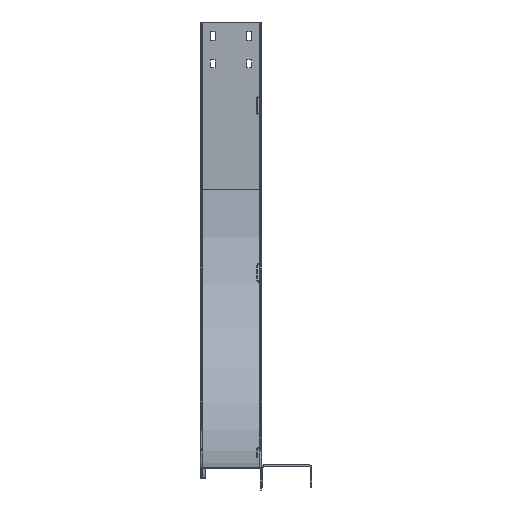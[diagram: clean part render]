
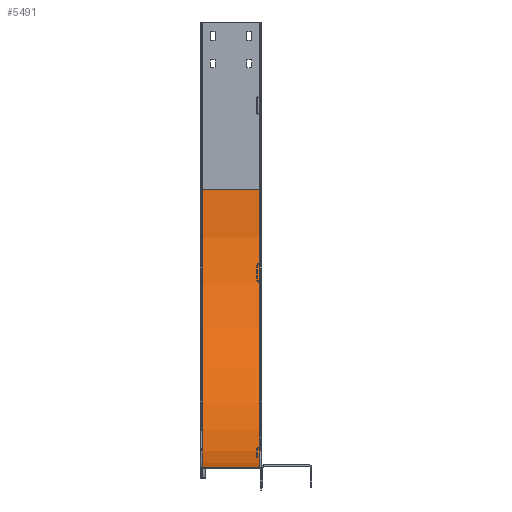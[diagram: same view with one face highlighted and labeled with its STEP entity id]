
A CAD part, left-side view. The second image highlights one B-rep face of the part: STEP entity #5491.
In plain terms, the highlighted cylindrical face has radius 500 mm (diameter 1000 mm), a partial arc.
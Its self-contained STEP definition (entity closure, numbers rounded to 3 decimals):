
#3789=CARTESIAN_POINT('',(-300.,3.5,500.));
#3790=DIRECTION('',(0.,1.,0.));
#3791=DIRECTION('',(0.,0.,-1.));
#3792=AXIS2_PLACEMENT_3D('',#3789,#3790,#3791);
#3886=DIRECTION('',(0.,1.,0.));
#3887=VECTOR('',#3886,103.);
#3888=CARTESIAN_POINT('',(-300.,3.5,0.));
#3889=LINE('',#3888,#3887);
#3890=DIRECTION('',(0.,-1.,0.));
#3891=VECTOR('',#3890,103.);
#3892=CARTESIAN_POINT('',(-800.,106.5,500.));
#3893=LINE('',#3892,#3891);
#4051=CARTESIAN_POINT('',(-300.,106.5,500.));
#4052=DIRECTION('',(0.,-1.,0.));
#4053=DIRECTION('',(-1.,0.,0.));
#4054=AXIS2_PLACEMENT_3D('',#4051,#4052,#4053);
#4697=CARTESIAN_POINT('',(-800.,106.5,500.));
#4699=VERTEX_POINT('',#4697);
#4702=CARTESIAN_POINT('',(-800.,3.5,500.));
#4704=VERTEX_POINT('',#4702);
#4726=CARTESIAN_POINT('',(-300.,106.5,0.));
#4727=VERTEX_POINT('',#4726);
#4740=CARTESIAN_POINT('',(-300.,3.5,0.));
#4741=VERTEX_POINT('',#4740);
#5478=CARTESIAN_POINT('',(-300.,0.,500.));
#5479=DIRECTION('',(0.,1.,0.));
#5480=DIRECTION('',(0.,0.,1.));
#5481=AXIS2_PLACEMENT_3D('',#5478,#5479,#5480);
#5482=CYLINDRICAL_SURFACE('',#5481,500.);
#5483=ORIENTED_EDGE('',*,*,#5399,.F.);
#5484=ORIENTED_EDGE('',*,*,#5374,.T.);
#5486=ORIENTED_EDGE('',*,*,#5485,.F.);
#5488=ORIENTED_EDGE('',*,*,#5487,.T.);
#5489=EDGE_LOOP('',(#5483,#5484,#5486,#5488));
#5490=FACE_OUTER_BOUND('',#5489,.F.);
#5491=ADVANCED_FACE('',(#5490),#5482,.F.);
#3793=CIRCLE('',#3792,500.);
#4055=CIRCLE('',#4054,500.);
#5374=EDGE_CURVE('',#4741,#4704,#3793,.T.);
#5399=EDGE_CURVE('',#4741,#4727,#3889,.T.);
#5485=EDGE_CURVE('',#4699,#4704,#3893,.T.);
#5487=EDGE_CURVE('',#4699,#4727,#4055,.T.);
